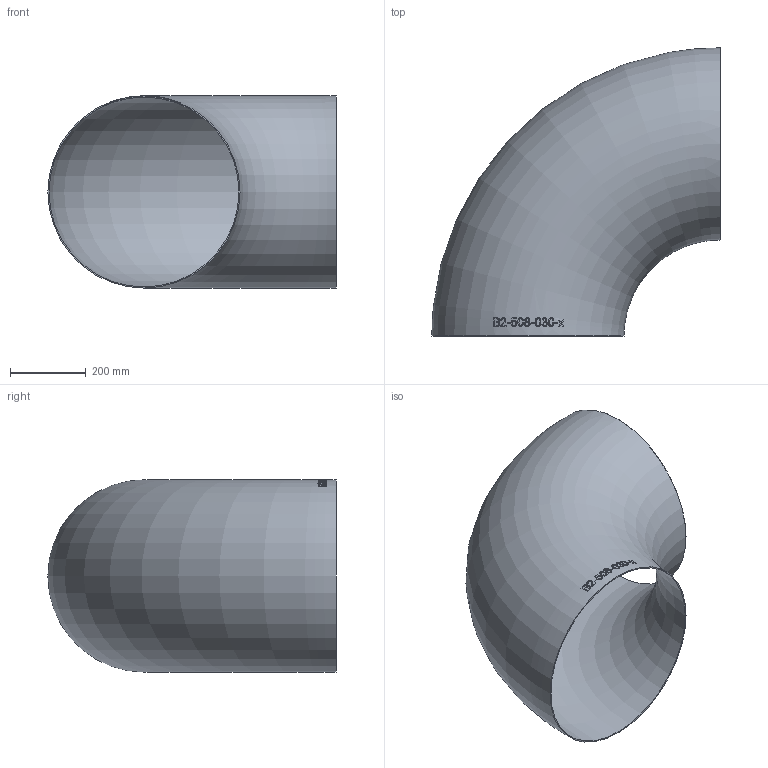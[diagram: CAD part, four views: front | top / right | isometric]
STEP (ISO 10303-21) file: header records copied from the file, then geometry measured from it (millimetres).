
FILE_DESCRIPTION (( 'STEP AP214' ), '1' );
FILE_NAME ('B2-508-030-x Bogen 2004.STEP', '2020-04-01T14:02:17', ( '' ), ( '' ), 'SwSTEP 2.0', 'SolidWorks 2019', '' );
FILE_SCHEMA (( 'AUTOMOTIVE_DESIGN' ));
Length unit declared in the file: millimetre
Products named in the file (1): B2-508-030-x Bogen 2004
Bounding box: 762 x 762 x 508 mm (x, y, z)
Volume: 3797892.6 mm3; surface area: 2541510 mm2
Topology: 1 solids, 1 shells, 162 faces, 427 edges, 285 vertices
Faces by surface type: bspline 138, torus 22, plane 2
Entity records: 41825 total; most frequent: CARTESIAN_POINT 37411, ORIENTED_EDGE 836, EDGE_CURVE 418, B_SPLINE_CURVE_WITH_KNOTS 414, VERTEX_POINT 280, EDGE_LOOP 184, FACE_OUTER_BOUND 163, ADVANCED_FACE 161
